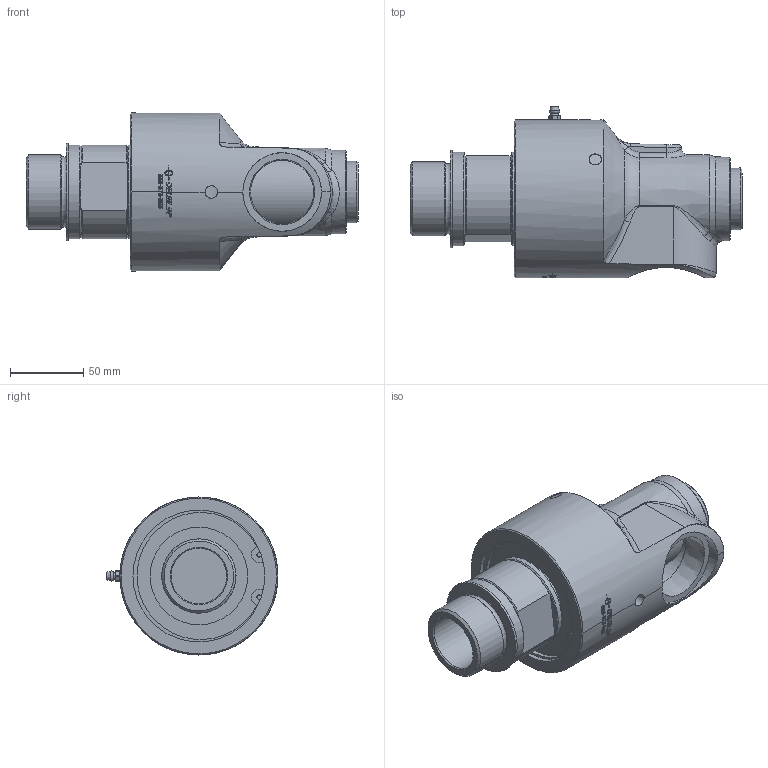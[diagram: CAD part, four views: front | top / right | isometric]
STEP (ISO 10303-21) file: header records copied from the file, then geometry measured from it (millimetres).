
FILE_DESCRIPTION(/* description */ (''),/* implementation_level */ '2;1');
FILE_NAME(/* name */ '555-575-395-IC.stp',/* time_stamp */ '2020-05-20T14:19:08-05:00',/* author */ ('GALINDOLM'),/* organization */ (''),/* preprocessor_version */ 'ST-DEVELOPER v18',/* originating_system */ 'Autodesk Inventor 2020',/* authorisation */ '');
FILE_SCHEMA (('AUTOMOTIVE_DESIGN { 1 0 10303 214 3 1 1 }'));
Length unit declared in the file: millimetre
Products named in the file (1): 555-575-395-IC
Bounding box: 226.91 x 117.41 x 108 mm (x, y, z)
Volume: 996429.4 mm3; surface area: 96319.9 mm2
Topology: 1 solids, 4 shells, 512 faces, 1399 edges, 935 vertices
Faces by surface type: bspline 245, plane 138, cylinder 76, cone 44, torus 9
Full cylindrical faces by diameter (mm): 2.005 x1, 3.12 x2, 3.5 x1, 5.359 x1, 8.5 x6, 8.6 x6, 38.1 x1, 43.256 x1, 50.754 x1, 50.8 x1, 53.7 x1, 56.25 x1, 64 x2, 66.7 x1, 90.07 x1
Entity records: 29078 total; most frequent: CARTESIAN_POINT 17132, ORIENTED_EDGE 2792, DIRECTION 1874, EDGE_CURVE 1396, VERTEX_POINT 935, AXIS2_PLACEMENT_3D 707, EDGE_LOOP 557, FACE_OUTER_BOUND 512
